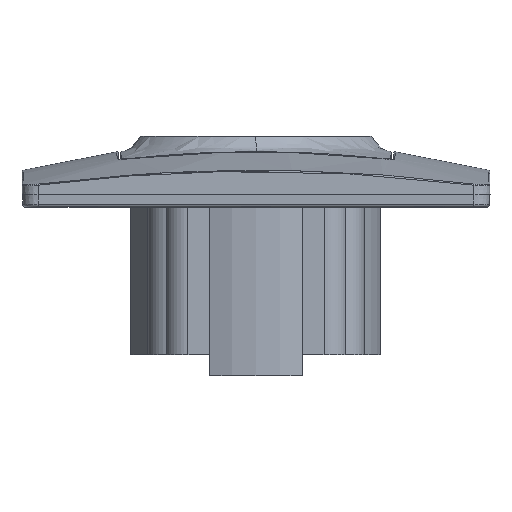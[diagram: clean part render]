
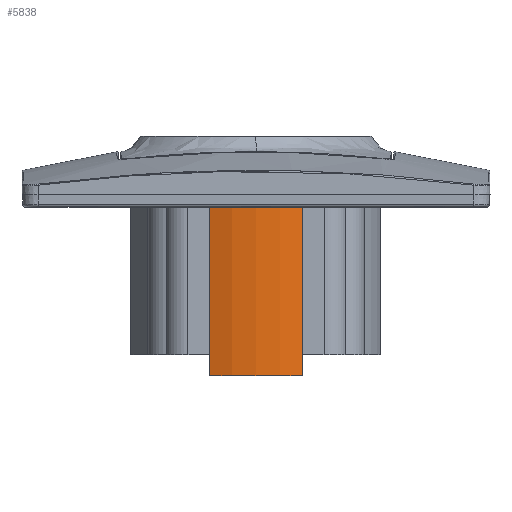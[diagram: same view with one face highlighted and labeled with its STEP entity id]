
A CAD part, left-side view. The second image highlights one B-rep face of the part: STEP entity #5838.
In plain terms, the highlighted cylindrical face has radius 25 mm (diameter 50 mm), a partial arc.
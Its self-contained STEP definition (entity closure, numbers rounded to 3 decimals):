
#2313 = DIRECTION ( 'NONE',  ( 0., 1., 0. ) ) ;
#2326 = EDGE_LOOP ( 'NONE', ( #24356, #2854, #11291, #4006 ) ) ;
#2654 = CIRCLE ( 'NONE', #21211, 25. ) ;
#2854 = ORIENTED_EDGE ( 'NONE', *, *, #10214, .F. ) ;
#3864 = CARTESIAN_POINT ( 'NONE',  ( -24.246, -8.541, 0. ) ) ;
#4006 = ORIENTED_EDGE ( 'NONE', *, *, #11628, .F. ) ;
#4693 = CARTESIAN_POINT ( 'NONE',  ( -0.75, 0., 0. ) ) ;
#5189 = CARTESIAN_POINT ( 'NONE',  ( -24.246, 8.541, 0. ) ) ;
#5279 = DIRECTION ( 'NONE',  ( 0., 0., -1. ) ) ;
#5838 = ADVANCED_FACE ( 'NONE', ( #7604 ), #24299, .T. ) ;
#6200 = EDGE_CURVE ( 'NONE', #9524, #8278, #2654, .T. ) ;
#7297 = AXIS2_PLACEMENT_3D ( 'NONE', #4693, #27208, #2313 ) ;
#7604 = FACE_OUTER_BOUND ( 'NONE', #2326, .T. ) ;
#8272 = CARTESIAN_POINT ( 'NONE',  ( -0.75, 0., 0. ) ) ;
#8278 = VERTEX_POINT ( 'NONE', #5189 ) ;
#9524 = VERTEX_POINT ( 'NONE', #3864 ) ;
#10214 = EDGE_CURVE ( 'NONE', #9524, #32621, #11601, .T. ) ;
#11291 = ORIENTED_EDGE ( 'NONE', *, *, #6200, .T. ) ;
#11547 = VERTEX_POINT ( 'NONE', #15144 ) ;
#11601 = LINE ( 'NONE', #30669, #16052 ) ;
#11628 = EDGE_CURVE ( 'NONE', #11547, #8278, #28371, .T. ) ;
#13420 = VECTOR ( 'NONE', #28730, 1000. ) ;
#15144 = CARTESIAN_POINT ( 'NONE',  ( -24.246, 8.541, -31. ) ) ;
#16052 = VECTOR ( 'NONE', #22668, 1000. ) ;
#18716 = EDGE_CURVE ( 'NONE', #32621, #11547, #25331, .T. ) ;
#18904 = CARTESIAN_POINT ( 'NONE',  ( -0.75, 0., -31. ) ) ;
#21211 = AXIS2_PLACEMENT_3D ( 'NONE', #8272, #28067, #25324 ) ;
#22668 = DIRECTION ( 'NONE',  ( 0., 0., -1. ) ) ;
#24299 = CYLINDRICAL_SURFACE ( 'NONE', #7297, 25. ) ;
#24356 = ORIENTED_EDGE ( 'NONE', *, *, #18716, .F. ) ;
#25324 = DIRECTION ( 'NONE',  ( 0., 1., 0. ) ) ;
#25331 = CIRCLE ( 'NONE', #34635, 25. ) ;
#27208 = DIRECTION ( 'NONE',  ( 0., 0., -1. ) ) ;
#27493 = CARTESIAN_POINT ( 'NONE',  ( -24.246, -8.541, -31. ) ) ;
#28067 = DIRECTION ( 'NONE',  ( 0., 0., -1. ) ) ;
#28371 = LINE ( 'NONE', #33986, #13420 ) ;
#28730 = DIRECTION ( 'NONE',  ( 0., 0., 1. ) ) ;
#29465 = DIRECTION ( 'NONE',  ( 0., 1., 0. ) ) ;
#30669 = CARTESIAN_POINT ( 'NONE',  ( -24.246, -8.541, 0. ) ) ;
#32621 = VERTEX_POINT ( 'NONE', #27493 ) ;
#33986 = CARTESIAN_POINT ( 'NONE',  ( -24.246, 8.541, 0. ) ) ;
#34635 = AXIS2_PLACEMENT_3D ( 'NONE', #18904, #5279, #29465 ) ;
